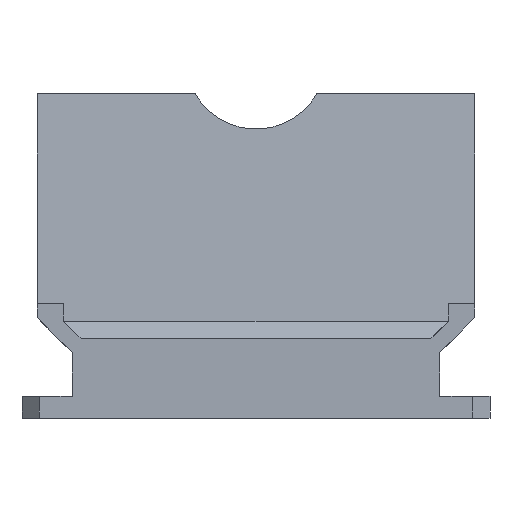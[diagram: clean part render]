
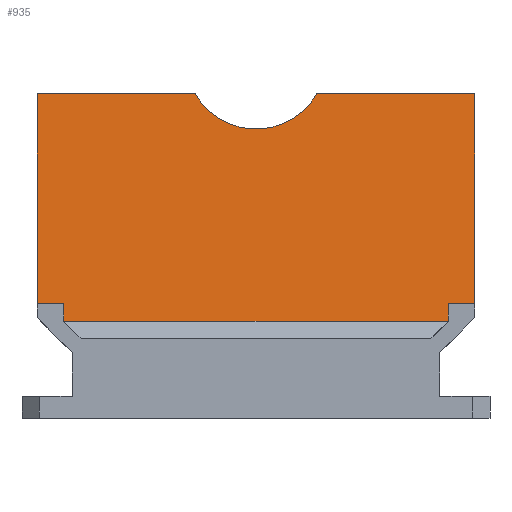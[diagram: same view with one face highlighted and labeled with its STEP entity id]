
A CAD part, front view. The second image highlights one B-rep face of the part: STEP entity #935.
In plain terms, the highlighted planar face has unit normal (0, -0.996, 0.091).
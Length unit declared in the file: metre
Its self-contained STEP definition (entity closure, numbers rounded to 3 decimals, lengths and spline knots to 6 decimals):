
#27=CIRCLE('',#1000,0.008016);
#58=ORIENTED_EDGE('',*,*,#328,.T.);
#59=ORIENTED_EDGE('',*,*,#329,.T.);
#60=ORIENTED_EDGE('',*,*,#330,.T.);
#61=ORIENTED_EDGE('',*,*,#331,.F.);
#62=ORIENTED_EDGE('',*,*,#332,.T.);
#63=ORIENTED_EDGE('',*,*,#333,.T.);
#64=ORIENTED_EDGE('',*,*,#334,.F.);
#65=ORIENTED_EDGE('',*,*,#335,.T.);
#66=ORIENTED_EDGE('',*,*,#336,.F.);
#67=ORIENTED_EDGE('',*,*,#337,.F.);
#328=EDGE_CURVE('',#463,#464,#552,.T.);
#329=EDGE_CURVE('',#464,#465,#553,.T.);
#330=EDGE_CURVE('',#465,#466,#554,.T.);
#331=EDGE_CURVE('',#467,#466,#555,.T.);
#332=EDGE_CURVE('',#467,#468,#556,.T.);
#333=EDGE_CURVE('',#468,#469,#557,.T.);
#334=EDGE_CURVE('',#470,#469,#27,.T.);
#335=EDGE_CURVE('',#470,#471,#558,.T.);
#336=EDGE_CURVE('',#472,#471,#559,.T.);
#337=EDGE_CURVE('',#463,#472,#560,.T.);
#463=VERTEX_POINT('',#1360);
#464=VERTEX_POINT('',#1361);
#465=VERTEX_POINT('',#1363);
#466=VERTEX_POINT('',#1365);
#467=VERTEX_POINT('',#1367);
#468=VERTEX_POINT('',#1369);
#469=VERTEX_POINT('',#1371);
#470=VERTEX_POINT('',#1373);
#471=VERTEX_POINT('',#1375);
#472=VERTEX_POINT('',#1377);
#552=LINE('',#1359,#668);
#553=LINE('',#1362,#669);
#554=LINE('',#1364,#670);
#555=LINE('',#1366,#671);
#556=LINE('',#1368,#672);
#557=LINE('',#1370,#673);
#558=LINE('',#1374,#674);
#559=LINE('',#1376,#675);
#560=LINE('',#1378,#676);
#668=VECTOR('',#1093,1.);
#669=VECTOR('',#1094,1.);
#670=VECTOR('',#1095,1.);
#671=VECTOR('',#1096,1.);
#672=VECTOR('',#1097,1.);
#673=VECTOR('',#1098,1.);
#674=VECTOR('',#1101,1.);
#675=VECTOR('',#1102,1.);
#676=VECTOR('',#1103,1.);
#772=EDGE_LOOP('',(#58,#59,#60,#61,#62,#63,#64,#65,#66,#67));
#834=FACE_BOUND('',#772,.T.);
#894=PLANE('',#999);
#935=ADVANCED_FACE('',(#834),#894,.T.);
#999=AXIS2_PLACEMENT_3D('',#1358,#1091,#1092);
#1000=AXIS2_PLACEMENT_3D('',#1372,#1099,#1100);
#1091=DIRECTION('',(0.,-0.996,0.091));
#1092=DIRECTION('',(0.,-0.091,-0.996));
#1093=DIRECTION('',(0.,-0.091,-0.996));
#1094=DIRECTION('',(1.,0.,0.));
#1095=DIRECTION('',(0.,0.091,0.996));
#1096=DIRECTION('',(-1.,0.,0.));
#1097=DIRECTION('',(0.,0.091,0.996));
#1098=DIRECTION('',(-1.,0.,0.));
#1099=DIRECTION('',(0.,-0.996,0.091));
#1100=DIRECTION('',(0.,-0.091,-0.996));
#1101=DIRECTION('',(-1.,0.,0.));
#1102=DIRECTION('',(0.,0.091,0.996));
#1103=DIRECTION('',(-1.,0.,0.));
#1358=CARTESIAN_POINT('',(0.025,0.028591,0.0176));
#1359=CARTESIAN_POINT('',(-0.022,0.02741,0.004608));
#1360=CARTESIAN_POINT('',(-0.022,0.0275,0.0056));
#1361=CARTESIAN_POINT('',(-0.022,0.027318,0.0036));
#1362=CARTESIAN_POINT('',(0.025,0.027318,0.0036));
#1363=CARTESIAN_POINT('',(0.022,0.027318,0.0036));
#1364=CARTESIAN_POINT('',(0.022,0.02741,0.004608));
#1365=CARTESIAN_POINT('',(0.022,0.0275,0.0056));
#1366=CARTESIAN_POINT('',(0.025,0.0275,0.0056));
#1367=CARTESIAN_POINT('',(0.025,0.0275,0.0056));
#1368=CARTESIAN_POINT('',(0.025,0.028591,0.0176));
#1369=CARTESIAN_POINT('',(0.025,0.029683,0.0296));
#1370=CARTESIAN_POINT('',(0.025,0.029683,0.0296));
#1371=CARTESIAN_POINT('',(0.00697,0.029683,0.0296));
#1372=CARTESIAN_POINT('',(0.,0.030041,0.033543));
#1373=CARTESIAN_POINT('',(-0.00697,0.029683,0.0296));
#1374=CARTESIAN_POINT('',(0.025,0.029683,0.0296));
#1375=CARTESIAN_POINT('',(-0.025,0.029683,0.0296));
#1376=CARTESIAN_POINT('',(-0.025,0.028591,0.0176));
#1377=CARTESIAN_POINT('',(-0.025,0.0275,0.0056));
#1378=CARTESIAN_POINT('',(0.025,0.0275,0.0056));
